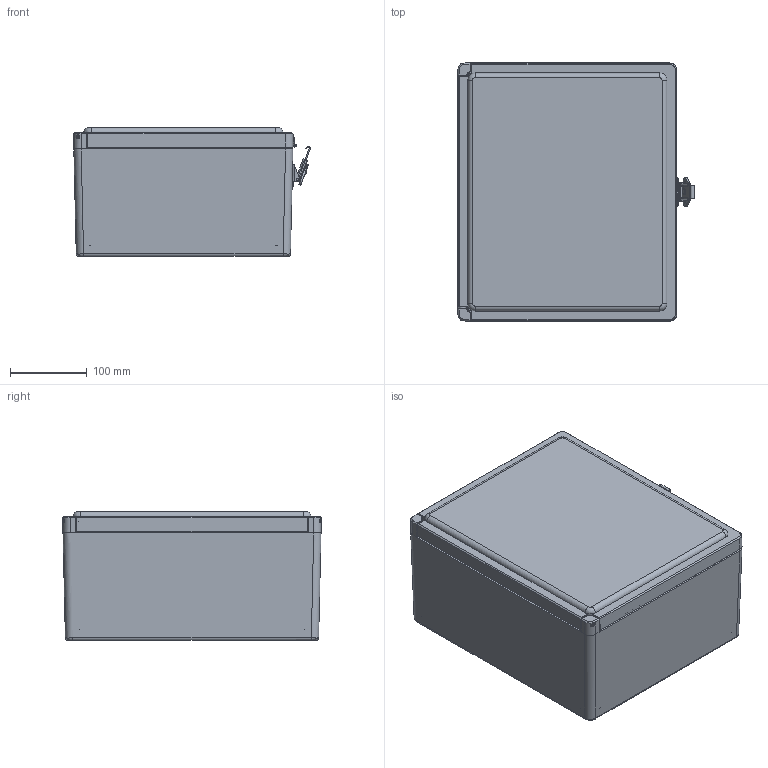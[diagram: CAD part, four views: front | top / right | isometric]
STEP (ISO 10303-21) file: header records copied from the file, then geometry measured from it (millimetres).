
FILE_DESCRIPTION (( 'STEP AP214' ), '1' );
FILE_NAME ('CE1311HLL.STEP', '2018-11-08T22:03:06', ( '' ), ( '' ), 'SwSTEP 2.0', 'SolidWorks 2018', '' );
FILE_SCHEMA (( 'AUTOMOTIVE_DESIGN' ));
Length unit declared in the file: inch
Products named in the file (1): CE1311HLL
Bounding box: 307.48 x 335.76 x 167.48 mm (x, y, z)
Volume: 1797450.2 mm3; surface area: 846518.6 mm2
Topology: 36 solids, 36 shells, 1138 faces, 2716 edges, 1678 vertices
Faces by surface type: plane 449, cylinder 385, bspline 186, cone 112, torus 6
Full cylindrical faces by diameter (mm): 1.702 x1, 2.21 x1, 2.235 x2, 2.42 x2, 2.438 x2, 2.489 x4, 2.64 x6, 2.794 x1, 3.175 x3, 3.378 x2, 3.429 x1, 3.556 x11, 3.683 x2, 3.962 x4, 3.969 x2, 4.52 x4, 4.547 x2, 4.572 x1, 4.7 x1, 4.75 x2, 4.762 x1, 4.763 x3, 4.8 x1, 4.851 x2, 5.41 x1, 5.556 x2, 5.84 x2, 5.944 x2, 6.35 x1, 7.1 x2
Entity records: 58759 total; most frequent: CARTESIAN_POINT 18818, ORIENTED_EDGE 5088, DIRECTION 4841, EDGE_CURVE 2544, AXIS2_PLACEMENT_3D 1799, VERTEX_POINT 1646, EDGE_LOOP 1396, FACE_OUTER_BOUND 1254
